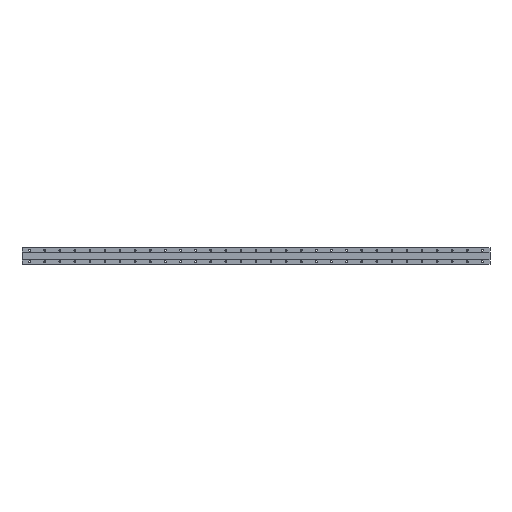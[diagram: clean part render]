
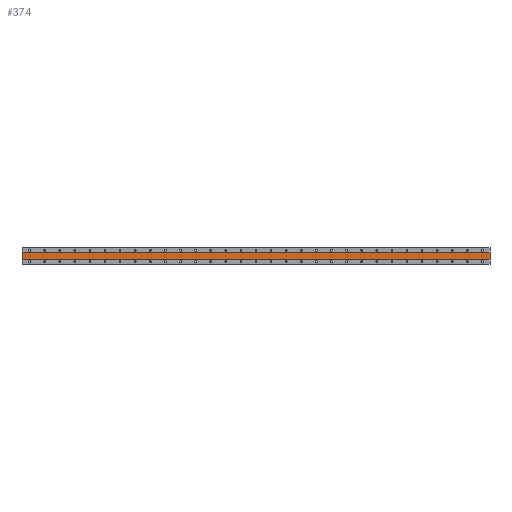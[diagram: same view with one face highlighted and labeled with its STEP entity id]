
A CAD part, front view. The second image highlights one B-rep face of the part: STEP entity #374.
In plain terms, the highlighted planar face has unit normal (0, -1, 0).
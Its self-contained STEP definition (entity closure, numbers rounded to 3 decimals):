
#51 = VECTOR ( 'NONE', #1027, 1000. ) ;
#374 = ADVANCED_FACE ( 'NONE', ( #1063 ), #4399, .F. ) ;
#664 = DIRECTION ( 'NONE',  ( 0., 0., -1. ) ) ;
#1018 = EDGE_CURVE ( 'NONE', #4741, #4750, #9001, .T. ) ;
#1027 = DIRECTION ( 'NONE',  ( -1., 0., 0. ) ) ;
#1063 = FACE_OUTER_BOUND ( 'NONE', #8833, .T. ) ;
#1118 = DIRECTION ( 'NONE',  ( 0., 0., 1. ) ) ;
#1173 = CARTESIAN_POINT ( 'NONE',  ( 2440., 1., 20. ) ) ;
#1314 = LINE ( 'NONE', #4605, #8402 ) ;
#1410 = EDGE_CURVE ( 'NONE', #2982, #4750, #8162, .T. ) ;
#1930 = DIRECTION ( 'NONE',  ( 0., 1., 0. ) ) ;
#1968 = VERTEX_POINT ( 'NONE', #9250 ) ;
#2982 = VERTEX_POINT ( 'NONE', #5658 ) ;
#3029 = CARTESIAN_POINT ( 'NONE',  ( -40., 1., 44.91 ) ) ;
#3974 = ORIENTED_EDGE ( 'NONE', *, *, #5886, .F. ) ;
#4254 = CARTESIAN_POINT ( 'NONE',  ( 2440., 1., -20. ) ) ;
#4399 = PLANE ( 'NONE',  #7441 ) ;
#4605 = CARTESIAN_POINT ( 'NONE',  ( 2440., 1., 44.91 ) ) ;
#4741 = VERTEX_POINT ( 'NONE', #9156 ) ;
#4750 = VERTEX_POINT ( 'NONE', #8222 ) ;
#5658 = CARTESIAN_POINT ( 'NONE',  ( -40., 1., 20. ) ) ;
#5886 = EDGE_CURVE ( 'NONE', #1968, #4741, #1314, .T. ) ;
#6638 = ORIENTED_EDGE ( 'NONE', *, *, #1018, .F. ) ;
#7441 = AXIS2_PLACEMENT_3D ( 'NONE', #1173, #1930, #1118 ) ;
#7912 = DIRECTION ( 'NONE',  ( 0., 0., -1. ) ) ;
#7973 = EDGE_CURVE ( 'NONE', #2982, #1968, #9560, .T. ) ;
#8162 = LINE ( 'NONE', #3029, #9042 ) ;
#8222 = CARTESIAN_POINT ( 'NONE',  ( -40., 1., -20. ) ) ;
#8402 = VECTOR ( 'NONE', #7912, 1000. ) ;
#8833 = EDGE_LOOP ( 'NONE', ( #6638, #3974, #9356, #10271 ) ) ;
#9001 = LINE ( 'NONE', #4254, #51 ) ;
#9042 = VECTOR ( 'NONE', #664, 1000. ) ;
#9156 = CARTESIAN_POINT ( 'NONE',  ( 2440., 1., -20. ) ) ;
#9250 = CARTESIAN_POINT ( 'NONE',  ( 2440., 1., 20. ) ) ;
#9356 = ORIENTED_EDGE ( 'NONE', *, *, #7973, .F. ) ;
#9560 = LINE ( 'NONE', #10071, #10163 ) ;
#10071 = CARTESIAN_POINT ( 'NONE',  ( 2440., 1., 20. ) ) ;
#10163 = VECTOR ( 'NONE', #10373, 1000. ) ;
#10271 = ORIENTED_EDGE ( 'NONE', *, *, #1410, .T. ) ;
#10373 = DIRECTION ( 'NONE',  ( 1., 0., 0. ) ) ;
